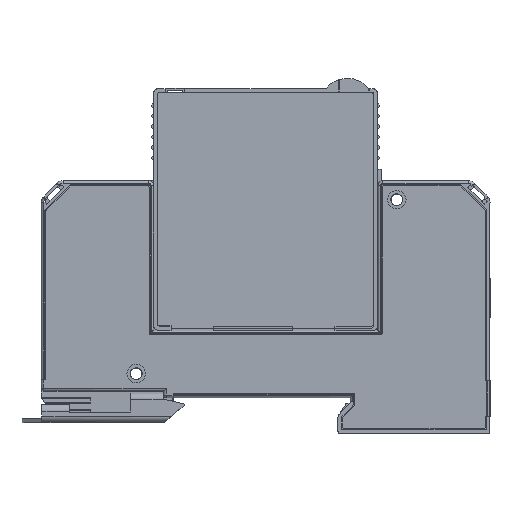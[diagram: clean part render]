
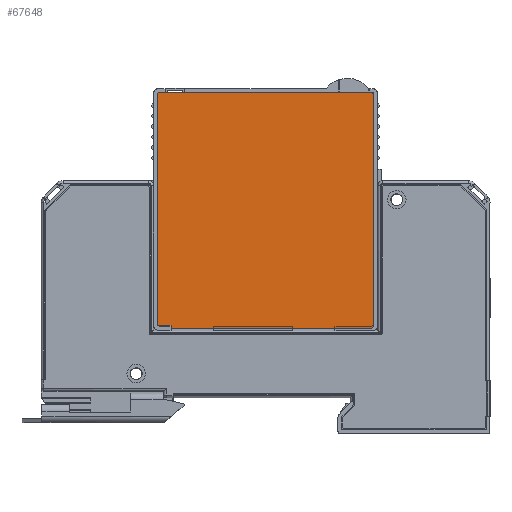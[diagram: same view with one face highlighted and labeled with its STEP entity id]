
A CAD part, top view. The second image highlights one B-rep face of the part: STEP entity #67648.
In plain terms, the highlighted face is planar.
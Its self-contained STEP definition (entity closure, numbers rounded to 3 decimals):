
#67192=DIRECTION('',(-1.,0.,0.));
#67193=VECTOR('',#67192,2.7);
#67194=CARTESIAN_POINT('',(-18.95,0.,-23.05));
#67195=LINE('',#67194,#67193);
#67199=CARTESIAN_POINT('',(-21.25,0.,23.35));
#67200=DIRECTION('',(0.,1.,0.));
#67201=DIRECTION('',(-1.,0.,0.));
#67202=AXIS2_PLACEMENT_3D('',#67199,#67200,#67201);
#67207=CARTESIAN_POINT('',(20.95,0.,23.05));
#67208=DIRECTION('',(0.,1.,0.));
#67209=DIRECTION('',(0.,0.,1.));
#67210=AXIS2_PLACEMENT_3D('',#67207,#67208,#67209);
#67215=CARTESIAN_POINT('',(20.95,0.,-23.05));
#67216=DIRECTION('',(0.,1.,0.));
#67217=DIRECTION('',(1.,0.,0.));
#67218=AXIS2_PLACEMENT_3D('',#67215,#67216,#67217);
#67223=DIRECTION('',(0.,0.,-1.));
#67224=VECTOR('',#67223,0.7);
#67225=CARTESIAN_POINT('',(-18.95,0.,-23.05));
#67226=LINE('',#67225,#67224);
#67244=DIRECTION('',(1.,0.,0.));
#67245=VECTOR('',#67244,39.9);
#67246=CARTESIAN_POINT('',(-18.95,0.,-23.75));
#67247=LINE('',#67246,#67245);
#67279=DIRECTION('',(0.,0.,1.));
#67280=VECTOR('',#67279,46.1);
#67281=CARTESIAN_POINT('',(21.65,0.,-23.05));
#67282=LINE('',#67281,#67280);
#67300=DIRECTION('',(-1.,0.,0.));
#67301=VECTOR('',#67300,42.2);
#67302=CARTESIAN_POINT('',(20.95,0.,23.75));
#67303=LINE('',#67302,#67301);
#67321=DIRECTION('',(0.,0.,-1.));
#67322=VECTOR('',#67321,46.4);
#67323=CARTESIAN_POINT('',(-21.65,0.,23.35));
#67324=LINE('',#67323,#67322);
#67555=CARTESIAN_POINT('',(-18.95,0.,-23.05));
#67556=CARTESIAN_POINT('',(-18.95,0.,-23.75));
#67557=VERTEX_POINT('',#67555);
#67558=VERTEX_POINT('',#67556);
#67559=CARTESIAN_POINT('',(-21.65,0.,-23.05));
#67560=VERTEX_POINT('',#67559);
#67561=CARTESIAN_POINT('',(-21.65,0.,23.35));
#67562=VERTEX_POINT('',#67561);
#67563=CARTESIAN_POINT('',(-21.25,0.,23.75));
#67564=VERTEX_POINT('',#67563);
#67565=CARTESIAN_POINT('',(20.95,0.,23.75));
#67566=VERTEX_POINT('',#67565);
#67567=CARTESIAN_POINT('',(21.65,0.,23.05));
#67568=VERTEX_POINT('',#67567);
#67569=CARTESIAN_POINT('',(21.65,0.,-23.05));
#67570=VERTEX_POINT('',#67569);
#67571=CARTESIAN_POINT('',(20.95,0.,-23.75));
#67572=VERTEX_POINT('',#67571);
#67623=CARTESIAN_POINT('',(0.,0.,0.));
#67624=DIRECTION('',(0.,1.,0.));
#67625=DIRECTION('',(-1.,0.,0.));
#67626=AXIS2_PLACEMENT_3D('',#67623,#67624,#67625);
#67627=PLANE('',#67626);
#67629=ORIENTED_EDGE('',*,*,#67628,.F.);
#67631=ORIENTED_EDGE('',*,*,#67630,.T.);
#67633=ORIENTED_EDGE('',*,*,#67632,.F.);
#67635=ORIENTED_EDGE('',*,*,#67634,.T.);
#67637=ORIENTED_EDGE('',*,*,#67636,.F.);
#67639=ORIENTED_EDGE('',*,*,#67638,.T.);
#67641=ORIENTED_EDGE('',*,*,#67640,.F.);
#67643=ORIENTED_EDGE('',*,*,#67642,.T.);
#67645=ORIENTED_EDGE('',*,*,#67644,.F.);
#67646=EDGE_LOOP('',(#67629,#67631,#67633,#67635,#67637,#67639,#67641,#67643,
#67645));
#67647=FACE_OUTER_BOUND('',#67646,.F.);
#67203=CIRCLE('',#67202,0.4);
#67211=CIRCLE('',#67210,0.7);
#67219=CIRCLE('',#67218,0.7);
#67628=EDGE_CURVE('',#67557,#67558,#67226,.T.);
#67630=EDGE_CURVE('',#67557,#67560,#67195,.T.);
#67632=EDGE_CURVE('',#67562,#67560,#67324,.T.);
#67634=EDGE_CURVE('',#67562,#67564,#67203,.T.);
#67636=EDGE_CURVE('',#67566,#67564,#67303,.T.);
#67638=EDGE_CURVE('',#67566,#67568,#67211,.T.);
#67640=EDGE_CURVE('',#67570,#67568,#67282,.T.);
#67642=EDGE_CURVE('',#67570,#67572,#67219,.T.);
#67644=EDGE_CURVE('',#67558,#67572,#67247,.T.);
#67648=ADVANCED_FACE('',(#67647),#67627,.F.);
